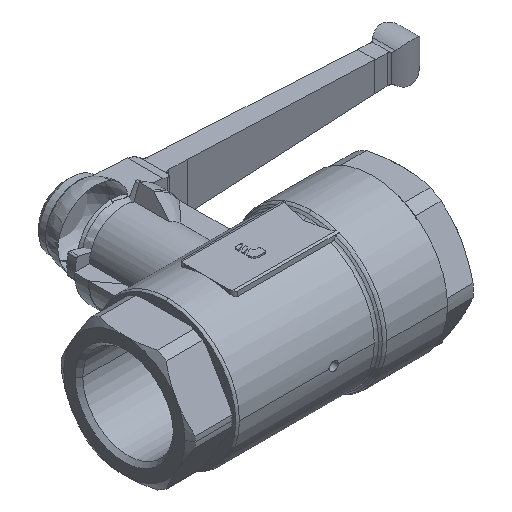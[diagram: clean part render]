
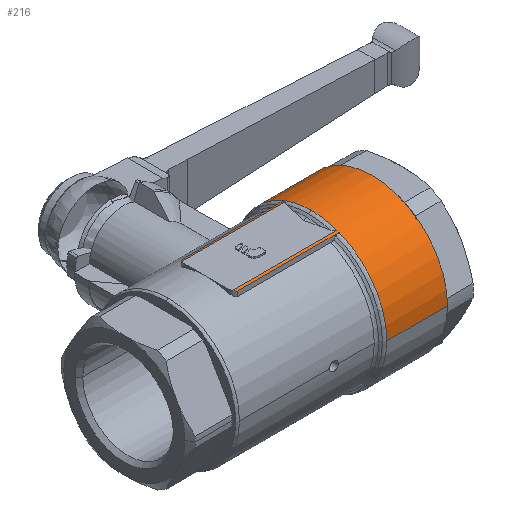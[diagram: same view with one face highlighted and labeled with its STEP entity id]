
A CAD part, isometric view. The second image highlights one B-rep face of the part: STEP entity #216.
In plain terms, the highlighted cylindrical face has radius 25.5 mm (diameter 51 mm), a partial arc.
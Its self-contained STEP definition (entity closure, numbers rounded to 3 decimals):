
#216=ADVANCED_FACE('',(#634),#635,.T.);
#634=FACE_OUTER_BOUND('',#1129,.T.);
#635=CYLINDRICAL_SURFACE('',#1130,25.5);
#1129=EDGE_LOOP('',(#2720,#2721,#2722,#2723,#2724,#2725,#2726,#2727,#2728,#2729,#2730,#2731,#2732,#2733,#2734,#2735));
#1130=AXIS2_PLACEMENT_3D('',#2736,#2737,#2738);
#2720=ORIENTED_EDGE('',*,*,#3458,.T.);
#2721=ORIENTED_EDGE('',*,*,#3308,.F.);
#2722=ORIENTED_EDGE('',*,*,#3466,.T.);
#2723=ORIENTED_EDGE('',*,*,#3833,.T.);
#2724=ORIENTED_EDGE('',*,*,#3825,.T.);
#2725=ORIENTED_EDGE('',*,*,#3828,.T.);
#2726=ORIENTED_EDGE('',*,*,#3373,.T.);
#2727=ORIENTED_EDGE('',*,*,#3648,.T.);
#2728=ORIENTED_EDGE('',*,*,#3541,.T.);
#2729=ORIENTED_EDGE('',*,*,#3665,.T.);
#2730=ORIENTED_EDGE('',*,*,#3377,.T.);
#2731=ORIENTED_EDGE('',*,*,#3369,.T.);
#2732=ORIENTED_EDGE('',*,*,#3666,.T.);
#2733=ORIENTED_EDGE('',*,*,#3662,.T.);
#2734=ORIENTED_EDGE('',*,*,#3652,.T.);
#2735=ORIENTED_EDGE('',*,*,#3364,.T.);
#2736=CARTESIAN_POINT('',(26.711,0.0,0.0));
#2737=DIRECTION('',(1.0,0.0,0.0));
#2738=DIRECTION('',(0.0,-1.0,0.0));
#3308=EDGE_CURVE('',#3959,#3962,#3963,.T.);
#3364=EDGE_CURVE('',#4074,#4071,#4075,.T.);
#3369=EDGE_CURVE('',#4083,#4084,#4085,.T.);
#3373=EDGE_CURVE('',#4091,#4092,#4093,.T.);
#3377=EDGE_CURVE('',#4099,#4083,#4100,.T.);
#3458=EDGE_CURVE('',#4071,#3962,#4251,.T.);
#3466=EDGE_CURVE('',#3959,#4262,#4264,.T.);
#3541=EDGE_CURVE('',#4397,#4395,#4398,.T.);
#3648=EDGE_CURVE('',#4092,#4397,#4569,.T.);
#3652=EDGE_CURVE('',#4575,#4074,#4576,.T.);
#3662=EDGE_CURVE('',#4588,#4575,#4589,.T.);
#3665=EDGE_CURVE('',#4395,#4099,#4592,.T.);
#3666=EDGE_CURVE('',#4084,#4588,#4593,.T.);
#3825=EDGE_CURVE('',#4022,#4836,#4837,.T.);
#3828=EDGE_CURVE('',#4836,#4091,#4840,.T.);
#3833=EDGE_CURVE('',#4262,#4022,#4845,.T.);
#3959=VERTEX_POINT('',#5033);
#3962=VERTEX_POINT('',#5037);
#3963=CIRCLE('',#5038,25.5);
#4022=VERTEX_POINT('',#5203);
#4071=VERTEX_POINT('',#5378);
#4074=VERTEX_POINT('',#5381);
#4075=CIRCLE('',#5382,25.5);
#4083=VERTEX_POINT('',#5418);
#4084=VERTEX_POINT('',#5419);
#4085=CIRCLE('',#5420,25.5);
#4091=VERTEX_POINT('',#5445);
#4092=VERTEX_POINT('',#5446);
#4093=CIRCLE('',#5447,25.5);
#4099=VERTEX_POINT('',#5496);
#4100=CIRCLE('',#5497,25.5);
#4251=LINE('',#5829,#5830);
#4262=VERTEX_POINT('',#5859);
#4264=LINE('',#5861,#5862);
#4395=VERTEX_POINT('',#6285);
#4397=VERTEX_POINT('',#6287);
#4398=B_SPLINE_CURVE_WITH_KNOTS('',3,(#6288,#6289,#6290,#6291,#6292,#6293,#6294,#6295),.UNSPECIFIED.,.F.,.F.,(4,2,2,4),(7.448,7.853,8.258,8.688),.UNSPECIFIED.);
#4569=LINE('',#6646,#6647);
#4575=VERTEX_POINT('',#6669);
#4576=LINE('',#6670,#6671);
#4588=VERTEX_POINT('',#6712);
#4589=B_SPLINE_CURVE_WITH_KNOTS('',3,(#6713,#6714,#6715,#6716,#6717,#6718,#6719,#6720),.UNSPECIFIED.,.F.,.F.,(4,2,2,4),(10.906,11.323,11.717,12.11),.UNSPECIFIED.);
#4592=LINE('',#6724,#6725);
#4593=LINE('',#6726,#6727);
#4836=VERTEX_POINT('',#7493);
#4837=LINE('',#7494,#7495);
#4840=B_SPLINE_CURVE_WITH_KNOTS('',3,(#7500,#7501,#7502,#7503),.UNSPECIFIED.,.F.,.F.,(4,4),(77.15,77.92),.UNSPECIFIED.);
#4845=CIRCLE('',#7520,25.5);
#5033=CARTESIAN_POINT('',(37.,25.5,0.));
#5037=CARTESIAN_POINT('',(37.,-25.5,0.0));
#5038=AXIS2_PLACEMENT_3D('',#8155,#8156,#8157);
#5203=CARTESIAN_POINT('',(16.421,25.5,0.01));
#5378=CARTESIAN_POINT('',(16.421,-25.5,0.));
#5381=CARTESIAN_POINT('',(16.421,-9.322,23.735));
#5382=AXIS2_PLACEMENT_3D('',#8254,#8255,#8256);
#5418=CARTESIAN_POINT('',(16.421,0.,25.5));
#5419=CARTESIAN_POINT('',(16.421,-8.617,24.0));
#5420=AXIS2_PLACEMENT_3D('',#8263,#8264,#8265);
#5445=CARTESIAN_POINT('',(16.421,25.488,0.784));
#5446=CARTESIAN_POINT('',(16.421,9.322,23.735));
#5447=AXIS2_PLACEMENT_3D('',#8272,#8273,#8274);
#5496=CARTESIAN_POINT('',(16.421,8.617,24.0));
#5497=AXIS2_PLACEMENT_3D('',#8278,#8279,#8280);
#5829=CARTESIAN_POINT('',(26.711,-25.5,0.));
#5830=VECTOR('',#8441,1.0);
#5859=CARTESIAN_POINT('',(16.421,25.5,0.));
#5861=CARTESIAN_POINT('',(26.711,25.5,0.));
#5862=VECTOR('',#8449,1.0);
#6285=CARTESIAN_POINT('',(-18.843,8.617,24.0));
#6287=CARTESIAN_POINT('',(-17.979,9.322,23.735));
#6288=CARTESIAN_POINT('',(-17.915,9.349,23.724));
#6289=CARTESIAN_POINT('',(-18.046,9.296,23.745));
#6290=CARTESIAN_POINT('',(-18.172,9.229,23.772));
#6291=CARTESIAN_POINT('',(-18.403,9.076,23.83));
#6292=CARTESIAN_POINT('',(-18.508,8.989,23.863));
#6293=CARTESIAN_POINT('',(-18.701,8.801,23.933));
#6294=CARTESIAN_POINT('',(-18.793,8.692,23.973));
#6295=CARTESIAN_POINT('',(-18.874,8.573,24.016));
#6646=CARTESIAN_POINT('',(5.018,9.322,23.735));
#6647=VECTOR('',#8717,1.0);
#6669=CARTESIAN_POINT('',(-17.979,-9.322,23.735));
#6670=CARTESIAN_POINT('',(5.018,-9.322,23.735));
#6671=VECTOR('',#8722,1.0);
#6712=CARTESIAN_POINT('',(-18.86,-8.617,24.0));
#6713=CARTESIAN_POINT('',(-18.888,-8.577,24.014));
#6714=CARTESIAN_POINT('',(-18.809,-8.692,23.973));
#6715=CARTESIAN_POINT('',(-18.72,-8.799,23.934));
#6716=CARTESIAN_POINT('',(-18.533,-8.981,23.866));
#6717=CARTESIAN_POINT('',(-18.43,-9.065,23.834));
#6718=CARTESIAN_POINT('',(-18.206,-9.214,23.777));
#6719=CARTESIAN_POINT('',(-18.084,-9.279,23.752));
#6720=CARTESIAN_POINT('',(-17.957,-9.331,23.731));
#6724=CARTESIAN_POINT('',(4.381,8.617,24.0));
#6725=VECTOR('',#8738,1.0);
#6726=CARTESIAN_POINT('',(4.381,-8.617,24.0));
#6727=VECTOR('',#8739,1.0);
#7493=CARTESIAN_POINT('',(16.44,25.5,0.01));
#7494=CARTESIAN_POINT('',(16.431,25.5,0.01));
#7495=VECTOR('',#8957,1.0);
#7500=CARTESIAN_POINT('',(16.44,25.5,0.01));
#7501=CARTESIAN_POINT('',(16.44,25.5,0.266));
#7502=CARTESIAN_POINT('',(16.434,25.496,0.525));
#7503=CARTESIAN_POINT('',(16.421,25.488,0.783));
#7520=AXIS2_PLACEMENT_3D('',#8963,#8964,#8965);
#8155=CARTESIAN_POINT('',(37.,0.0,0.0));
#8156=DIRECTION('',(1.0,0.0,0.0));
#8157=DIRECTION('',(0.0,-1.0,0.0));
#8254=CARTESIAN_POINT('',(16.421,0.0,0.0));
#8255=DIRECTION('',(1.0,0.0,0.0));
#8256=DIRECTION('',(0.0,-1.0,0.0));
#8263=CARTESIAN_POINT('',(16.421,0.0,0.0));
#8264=DIRECTION('',(1.0,0.0,0.0));
#8265=DIRECTION('',(0.0,-1.0,0.0));
#8272=CARTESIAN_POINT('',(16.421,0.0,0.0));
#8273=DIRECTION('',(1.0,0.0,0.0));
#8274=DIRECTION('',(0.0,-1.0,0.0));
#8278=CARTESIAN_POINT('',(16.421,0.0,0.0));
#8279=DIRECTION('',(1.0,0.0,0.0));
#8280=DIRECTION('',(0.0,-1.0,0.0));
#8441=DIRECTION('',(1.0,0.0,0.0));
#8449=DIRECTION('',(-1.0,-0.0,-0.0));
#8717=DIRECTION('',(-1.0,-0.0,-0.0));
#8722=DIRECTION('',(1.0,0.0,0.0));
#8738=DIRECTION('',(1.0,0.0,0.0));
#8739=DIRECTION('',(-1.0,-0.0,-0.0));
#8957=DIRECTION('',(1.0,0.0,0.0));
#8963=CARTESIAN_POINT('',(16.421,0.0,0.0));
#8964=DIRECTION('',(1.0,0.0,0.0));
#8965=DIRECTION('',(0.0,-1.0,0.0));
